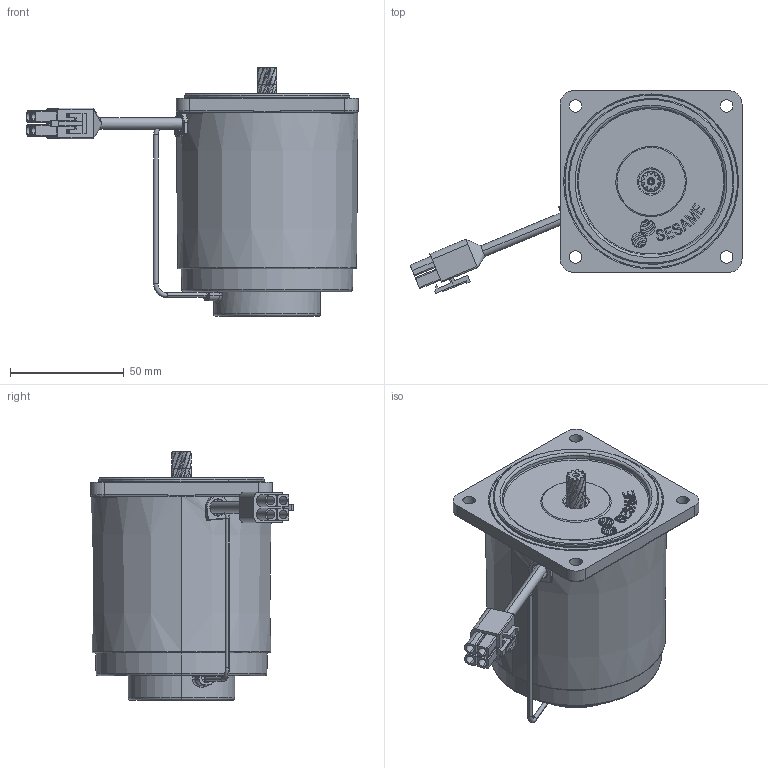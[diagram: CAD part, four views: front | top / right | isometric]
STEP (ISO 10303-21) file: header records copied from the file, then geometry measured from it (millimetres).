
FILE_DESCRIPTION (( 'STEP AP203' ), '1' );
FILE_NAME ('(夹非珇)M425-4〖〖(5C〖51〖0000Z0).STEP', '2017-12-05T03:05:36', ( '' ), ( '' ), 'SwSTEP 2.0', 'SolidWorks 2010', '' );
FILE_SCHEMA (( 'CONFIG_CONTROL_DESIGN' ));
Length unit declared in the file: millimetre
Products named in the file (16): C475-C473_C475成品-車工; 馬達軸25RGN-IK(RK)_0.成品; 發電機下蓋; 6~15W發電機磁鐵組合品; 線_25W; 公端子; (夹非珇)M425-4〖〖(5C〖51〖0000Z0); M425-C1馬達筒SAB_成品; 6~15W發電機成品; 發電機組合圖; 發電機基座; 線座; 0625RM; 磁鐵; 線扣; 線和頭_25W
Assembly tree (15 placements, depth 4):
  (夹非珇)M425-4〖〖(5C〖51〖0000Z0)
    線扣
    線和頭_25W
      線_25W
      公端子
    C475-C473_C475成品-車工
    6~15W發電機成品
      發電機組合圖
        發電機下蓋
        發電機基座
        線座
      6~15W發電機磁鐵組合品
        0625RM
        磁鐵
    馬達軸25RGN-IK(RK)_0.成品
    M425-C1馬達筒SAB_成品
Bounding box: 146.07 x 89.26 x 109.28 mm (x, y, z)
Volume: 456885 mm3; surface area: 80914.2 mm2
Topology: 23 solids, 24 shells, 1245 faces, 3245 edges, 2110 vertices
Faces by surface type: cylinder 557, plane 396, torus 139, bspline 121, cone 28, sphere 4
Entity records: 52905 total; most frequent: CARTESIAN_POINT 20379, DIRECTION 6558, ORIENTED_EDGE 6474, EDGE_CURVE 3237, AXIS2_PLACEMENT_3D 2575, VERTEX_POINT 2110, CIRCLE 1429, VECTOR 1408
